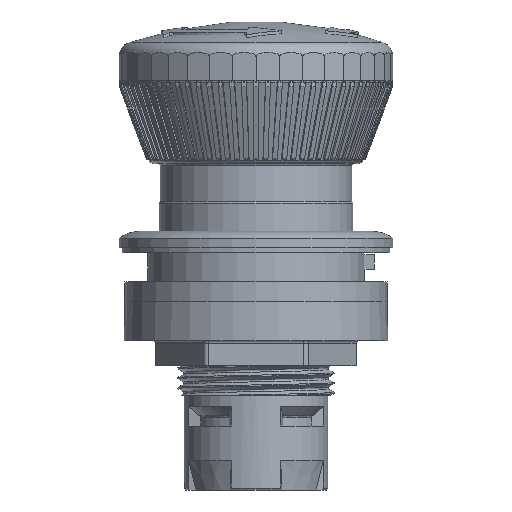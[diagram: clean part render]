
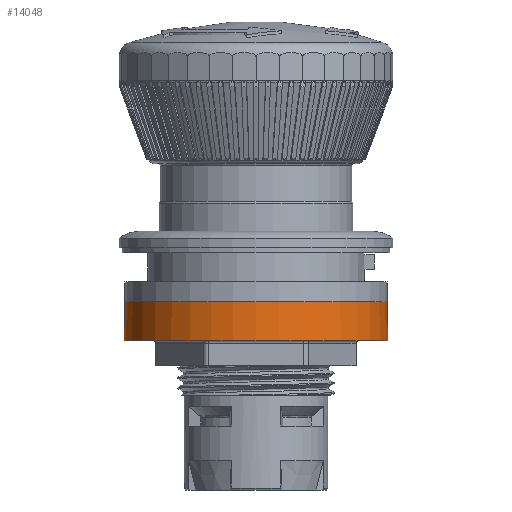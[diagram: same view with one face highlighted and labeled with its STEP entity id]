
A CAD part, front view. The second image highlights one B-rep face of the part: STEP entity #14048.
In plain terms, the highlighted conical face has half-angle 1 degrees and reference radius 13.465 mm.
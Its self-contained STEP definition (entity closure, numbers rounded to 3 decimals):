
#2380=CONICAL_SURFACE('',#15553,13.465,1.);
#2527=FACE_BOUND('',#4233,.T.);
#3364=FACE_OUTER_BOUND('',#4232,.T.);
#4232=EDGE_LOOP('',(#12123));
#4233=EDGE_LOOP('',(#12124));
#5067=CIRCLE('',#15525,13.5);
#5079=CIRCLE('',#15552,13.43);
#6226=VERTEX_POINT('',#28062);
#6240=VERTEX_POINT('',#28127);
#8231=EDGE_CURVE('',#6226,#6226,#5067,.T.);
#8252=EDGE_CURVE('',#6240,#6240,#5079,.T.);
#12123=ORIENTED_EDGE('',*,*,#8231,.F.);
#12124=ORIENTED_EDGE('',*,*,#8252,.T.);
#14048=ADVANCED_FACE('',(#3364,#2527),#2380,.T.);
#15525=AXIS2_PLACEMENT_3D('',#28063,#19039,#19040);
#15552=AXIS2_PLACEMENT_3D('',#28128,#19101,#19102);
#15553=AXIS2_PLACEMENT_3D('',#28129,#19103,#19104);
#19039=DIRECTION('center_axis',(0.,0.,-1.));
#19040=DIRECTION('ref_axis',(-1.,0.,0.));
#19101=DIRECTION('center_axis',(0.,0.,-1.));
#19102=DIRECTION('ref_axis',(-1.,0.,0.));
#19103=DIRECTION('center_axis',(0.,0.,-1.));
#19104=DIRECTION('ref_axis',(0.,1.,0.));
#28062=CARTESIAN_POINT('',(0.,13.5,-3.99));
#28063=CARTESIAN_POINT('Origin',(0.,0.,
-3.99));
#28127=CARTESIAN_POINT('',(0.,13.43,0.01));
#28128=CARTESIAN_POINT('Origin',(0.,0.,
0.01));
#28129=CARTESIAN_POINT('Origin',(0.,0.,
-1.99));
